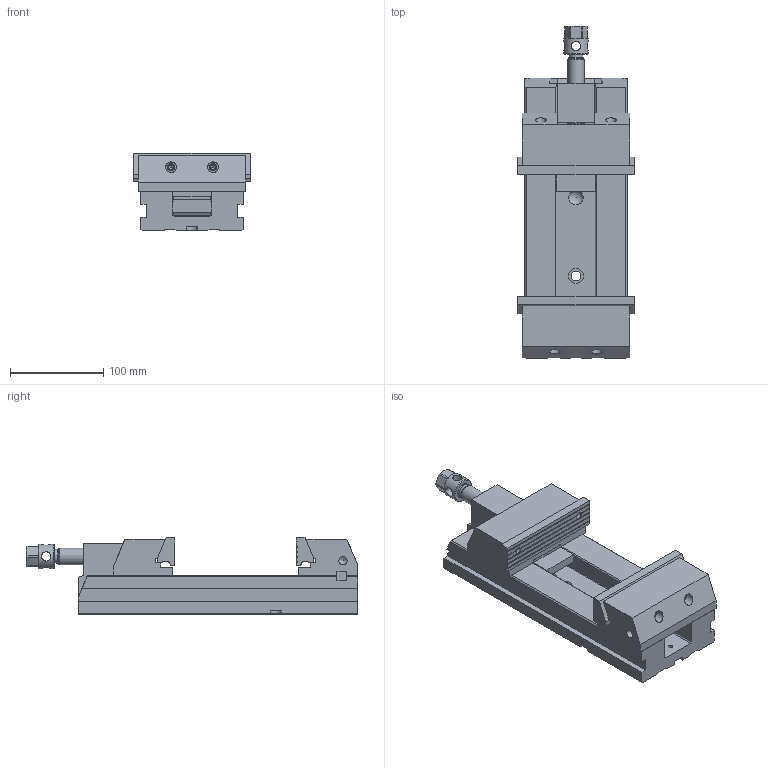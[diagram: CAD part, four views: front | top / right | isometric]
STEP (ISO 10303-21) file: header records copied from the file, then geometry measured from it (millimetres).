
FILE_DESCRIPTION(/* description */ (''),/* implementation_level */ '2;1');
FILE_NAME(/* name */ '30_125G_Mordaza.stp',/* time_stamp */ '2013-07-11T09:10:48+02:00',/* author */ (''),/* organization */ (''),/* preprocessor_version */ 'ST-DEVELOPER v11',/* originating_system */ 'SIEMENS PLM Software NX 7.5',/* authorisation */ '');
FILE_SCHEMA (('AUTOMOTIVE_DESIGN { 1 0 10303 214 1 1 1 1 }'));
Length unit declared in the file: millimetre
Products named in the file (1): 30_125G_Mordaza
Bounding box: 125 x 355.83 x 83 mm (x, y, z)
Volume: 1571784.8 mm3; surface area: 275407.3 mm2
Topology: 11 solids, 11 shells, 455 faces, 1272 edges, 843 vertices
Faces by surface type: plane 290, cylinder 122, cone 28, torus 8, sphere 6, bspline 1
Full cylindrical faces by diameter (mm): 4.351 x5, 5.188 x4, 6.5 x4, 6.985 x4, 7.5 x4, 8 x4, 8.782 x4, 10 x4, 10.5 x3, 11 x2, 11.5 x4, 12.376 x2, 14 x2, 14.5 x1, 15 x3, 16 x2, 16.188 x1, 17 x2, 17.732 x1, 18 x1, 22 x2, 26 x1
Entity records: 16992 total; most frequent: CARTESIAN_POINT 2934, DIRECTION 2244, ORIENTED_EDGE 2188, EDGE_CURVE 1094, VERTEX_POINT 778, LINE 752, VECTOR 752, AXIS2_PLACEMENT_3D 746
